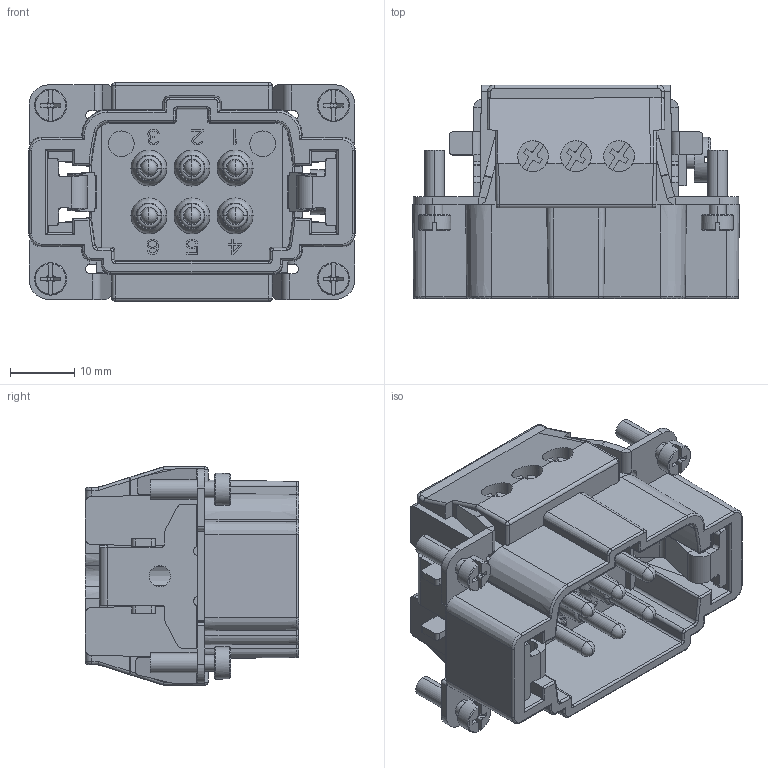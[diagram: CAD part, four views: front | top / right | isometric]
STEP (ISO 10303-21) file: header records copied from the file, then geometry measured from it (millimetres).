
FILE_DESCRIPTION((''),'2;1');
FILE_NAME('HE-006-M','2017-07-25T',('tl.yang'),(''),'PRO/ENGINEER BY PARAMETRIC TECHNOLOGY CORPORATION, 2011500','PRO/ENGINEER BY PARAMETRIC TECHNOLOGY CORPORATION, 2011500','');
FILE_SCHEMA(('CONFIG_CONTROL_DESIGN'));
Products named in the file (1): HE-006-M
Bounding box: 50.8 x 33.2 x 34 mm (x, y, z)
Volume: 20158.7 mm3; surface area: 19043.3 mm2
Topology: 1 solids, 1 shells, 2004 faces, 5443 edges, 3466 vertices
Faces by surface type: plane 1167, cylinder 502, bspline 124, cone 120, extrusion 38, torus 32, sphere 21
Entity records: 68556 total; most frequent: CARTESIAN_POINT 19399, ORIENTED_EDGE 10806, DIRECTION 9339, EDGE_CURVE 5403, VECTOR 3609, LINE 3571, VERTEX_POINT 3466, AXIS2_PLACEMENT_3D 2865
